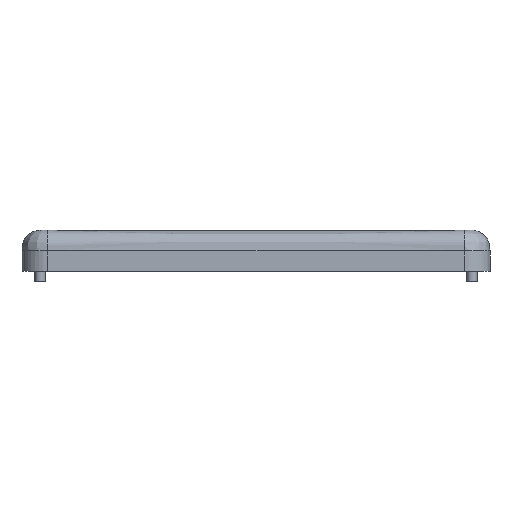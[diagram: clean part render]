
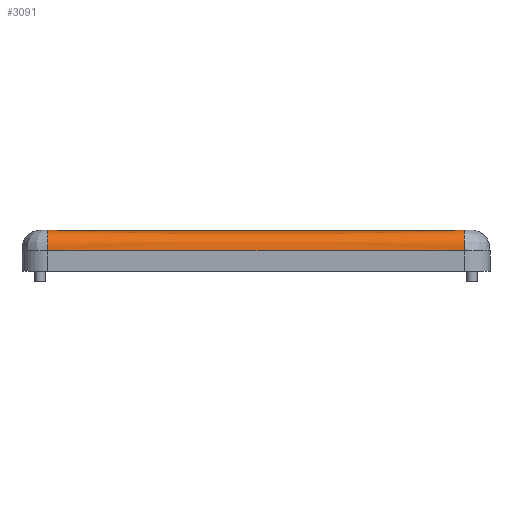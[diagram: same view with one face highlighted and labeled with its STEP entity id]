
A CAD part, front view. The second image highlights one B-rep face of the part: STEP entity #3091.
In plain terms, the highlighted free-form (B-spline) face has degree [3, 3] with [8, 4] control points.
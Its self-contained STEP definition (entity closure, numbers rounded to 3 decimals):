
#168=B_SPLINE_CURVE_WITH_KNOTS('',3,(#6290,#6291,#6292,#6293,#6294,#6295,
#6296,#6297,#6298,#6299),.UNSPECIFIED.,.F.,.F.,(4,1,1,1,1,1,1,4),(0.,0.143,
0.286,0.429,0.571,0.714,
0.857,1.),.UNSPECIFIED.);
#169=B_SPLINE_CURVE_WITH_KNOTS('',3,(#6332,#6333,#6334,#6335,#6336,#6337,
#6338,#6339),.UNSPECIFIED.,.F.,.F.,(4,1,1,1,1,4),(0.,0.286,
0.429,0.571,0.857,1.),.UNSPECIFIED.);
#243=B_SPLINE_SURFACE_WITH_KNOTS('',3,3,((#6300,#6301,#6302,#6303),(#6304,
#6305,#6306,#6307),(#6308,#6309,#6310,#6311),(#6312,#6313,#6314,#6315),
(#6316,#6317,#6318,#6319),(#6320,#6321,#6322,#6323),(#6324,#6325,#6326,
#6327),(#6328,#6329,#6330,#6331)),.UNSPECIFIED.,.F.,.F.,.F.,(4,1,1,1,1,
4),(4,4),(0.,0.286,0.429,0.571,0.857,
1.),(-3.028,1.009),.UNSPECIFIED.);
#487=FACE_OUTER_BOUND('',#671,.T.);
#671=EDGE_LOOP('',(#2873,#2874,#2875,#2876));
#885=LINE('',#5920,#1153);
#940=LINE('',#6092,#1208);
#1153=VECTOR('',#3599,10.);
#1208=VECTOR('',#3776,10.);
#1491=VERTEX_POINT('',#5917);
#1492=VERTEX_POINT('',#5919);
#1547=VERTEX_POINT('',#6087);
#1548=VERTEX_POINT('',#6091);
#1903=EDGE_CURVE('',#1492,#1491,#885,.T.);
#1988=EDGE_CURVE('',#1548,#1547,#940,.T.);
#1999=EDGE_CURVE('',#1547,#1491,#168,.T.);
#2000=EDGE_CURVE('',#1548,#1492,#169,.T.);
#2873=ORIENTED_EDGE('',*,*,#1999,.F.);
#2874=ORIENTED_EDGE('',*,*,#1988,.F.);
#2875=ORIENTED_EDGE('',*,*,#2000,.T.);
#2876=ORIENTED_EDGE('',*,*,#1903,.T.);
#3091=ADVANCED_FACE('',(#487),#243,.F.);
#3599=DIRECTION('',(-1.,0.,0.));
#3776=DIRECTION('',(-1.,0.,0.));
#5917=CARTESIAN_POINT('',(-0.5,-1.,5.65));
#5919=CARTESIAN_POINT('',(39.87,-1.,5.65));
#5920=CARTESIAN_POINT('',(29.777,-1.,5.65));
#6087=CARTESIAN_POINT('',(-0.5,-3.,3.65));
#6091=CARTESIAN_POINT('',(39.87,-3.,3.65));
#6092=CARTESIAN_POINT('',(29.777,-3.,3.65));
#6290=CARTESIAN_POINT('Ctrl Pts',(-0.5,-3.,3.65));
#6291=CARTESIAN_POINT('Ctrl Pts',(-0.5,-3.,3.8));
#6292=CARTESIAN_POINT('Ctrl Pts',(-0.5,-2.998,
4.096));
#6293=CARTESIAN_POINT('Ctrl Pts',(-0.5,-2.9,
4.536));
#6294=CARTESIAN_POINT('Ctrl Pts',(-0.5,-2.665,4.957));
#6295=CARTESIAN_POINT('Ctrl Pts',(-0.5,-2.307,
5.315));
#6296=CARTESIAN_POINT('Ctrl Pts',(-0.5,-1.886,
5.55));
#6297=CARTESIAN_POINT('Ctrl Pts',(-0.5,-1.446,
5.649));
#6298=CARTESIAN_POINT('Ctrl Pts',(-0.5,-1.15,
5.65));
#6299=CARTESIAN_POINT('Ctrl Pts',(-0.5,-1.,
5.65));
#6300=CARTESIAN_POINT('Ctrl Pts',(-0.5,-3.,3.65));
#6301=CARTESIAN_POINT('Ctrl Pts',(12.957,-3.,3.65));
#6302=CARTESIAN_POINT('Ctrl Pts',(26.413,-3.,3.65));
#6303=CARTESIAN_POINT('Ctrl Pts',(39.87,-3.,3.65));
#6304=CARTESIAN_POINT('Ctrl Pts',(-0.5,-3.,3.949));
#6305=CARTESIAN_POINT('Ctrl Pts',(12.957,-3.,3.949));
#6306=CARTESIAN_POINT('Ctrl Pts',(26.413,-3.,3.949));
#6307=CARTESIAN_POINT('Ctrl Pts',(39.87,-3.,3.949));
#6308=CARTESIAN_POINT('Ctrl Pts',(-0.5,-2.978,
4.398));
#6309=CARTESIAN_POINT('Ctrl Pts',(12.957,-2.978,4.398));
#6310=CARTESIAN_POINT('Ctrl Pts',(26.413,-2.978,4.398));
#6311=CARTESIAN_POINT('Ctrl Pts',(39.87,-2.978,4.398));
#6312=CARTESIAN_POINT('Ctrl Pts',(-0.5,-2.664,
4.957));
#6313=CARTESIAN_POINT('Ctrl Pts',(12.957,-2.664,4.957));
#6314=CARTESIAN_POINT('Ctrl Pts',(26.413,-2.664,4.957));
#6315=CARTESIAN_POINT('Ctrl Pts',(39.87,-2.664,4.957));
#6316=CARTESIAN_POINT('Ctrl Pts',(-0.5,-2.185,
5.439));
#6317=CARTESIAN_POINT('Ctrl Pts',(12.957,-2.185,5.439));
#6318=CARTESIAN_POINT('Ctrl Pts',(26.413,-2.185,5.439));
#6319=CARTESIAN_POINT('Ctrl Pts',(39.87,-2.185,5.439));
#6320=CARTESIAN_POINT('Ctrl Pts',(-0.5,-1.591,
5.653));
#6321=CARTESIAN_POINT('Ctrl Pts',(12.957,-1.591,5.653));
#6322=CARTESIAN_POINT('Ctrl Pts',(26.413,-1.591,5.653));
#6323=CARTESIAN_POINT('Ctrl Pts',(39.87,-1.591,5.653));
#6324=CARTESIAN_POINT('Ctrl Pts',(-0.5,-1.15,
5.65));
#6325=CARTESIAN_POINT('Ctrl Pts',(12.957,-1.15,5.65));
#6326=CARTESIAN_POINT('Ctrl Pts',(26.413,-1.15,5.65));
#6327=CARTESIAN_POINT('Ctrl Pts',(39.87,-1.15,5.65));
#6328=CARTESIAN_POINT('Ctrl Pts',(-0.5,-1.,
5.65));
#6329=CARTESIAN_POINT('Ctrl Pts',(12.957,-1.,5.65));
#6330=CARTESIAN_POINT('Ctrl Pts',(26.413,-1.,5.65));
#6331=CARTESIAN_POINT('Ctrl Pts',(39.87,-1.,5.65));
#6332=CARTESIAN_POINT('Ctrl Pts',(39.87,-3.,3.65));
#6333=CARTESIAN_POINT('Ctrl Pts',(39.87,-3.,3.949));
#6334=CARTESIAN_POINT('Ctrl Pts',(39.87,-2.978,4.398));
#6335=CARTESIAN_POINT('Ctrl Pts',(39.87,-2.664,4.957));
#6336=CARTESIAN_POINT('Ctrl Pts',(39.87,-2.185,5.439));
#6337=CARTESIAN_POINT('Ctrl Pts',(39.87,-1.591,5.653));
#6338=CARTESIAN_POINT('Ctrl Pts',(39.87,-1.15,5.65));
#6339=CARTESIAN_POINT('Ctrl Pts',(39.87,-1.,5.65));
